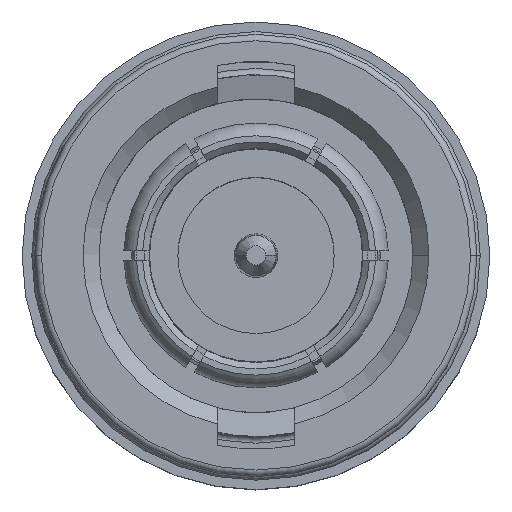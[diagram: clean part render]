
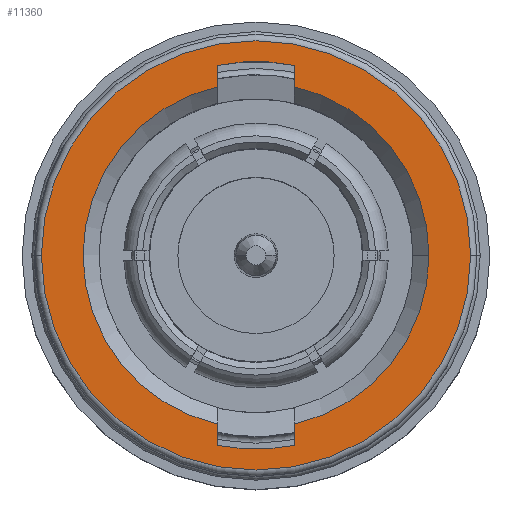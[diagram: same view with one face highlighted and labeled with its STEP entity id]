
A CAD part, top view. The second image highlights one B-rep face of the part: STEP entity #11360.
In plain terms, the highlighted planar face has unit normal (0, 0, 1).
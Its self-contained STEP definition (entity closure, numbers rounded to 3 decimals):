
#315 = CARTESIAN_POINT ( 'NONE',  ( 0., 0., 0.85 ) ) ;
#316 = DIRECTION ( 'NONE',  ( 0., 1., 0. ) ) ;
#336 = DIRECTION ( 'NONE',  ( 0., 0., 1. ) ) ;
#338 = CARTESIAN_POINT ( 'NONE',  ( 1.2, 4.751, 0.85 ) ) ;
#350 = DIRECTION ( 'NONE',  ( -1., 0., 0. ) ) ;
#383 = CARTESIAN_POINT ( 'NONE',  ( 0., 0., 0.85 ) ) ;
#435 = DIRECTION ( 'NONE',  ( 1., 0., 0. ) ) ;
#439 = DIRECTION ( 'NONE',  ( 0., 0., 1. ) ) ;
#1775 = CARTESIAN_POINT ( 'NONE',  ( 0., 0., 0.85 ) ) ;
#1784 = DIRECTION ( 'NONE',  ( 0., 0., 1. ) ) ;
#2466 = FACE_OUTER_BOUND ( 'NONE', #11052, .T. ) ;
#2467 = FACE_BOUND ( 'NONE', #11012, .T. ) ;
#2527 = AXIS2_PLACEMENT_3D ( 'NONE', #1775, #1784, #17615 ) ;
#2534 = AXIS2_PLACEMENT_3D ( 'NONE', #17536, #17538, #17526 ) ;
#2535 = AXIS2_PLACEMENT_3D ( 'NONE', #315, #439, #435 ) ;
#2545 = AXIS2_PLACEMENT_3D ( 'NONE', #383, #336, #350 ) ;
#2575 = AXIS2_PLACEMENT_3D ( 'NONE', #14749, #14750, #14756 ) ;
#2610 = PLANE ( 'NONE',  #12398 ) ;
#2617 = CARTESIAN_POINT ( 'NONE',  ( 0., 0., 0.85 ) ) ;
#2618 = DIRECTION ( 'NONE',  ( 0., 0., -1. ) ) ;
#2619 = DIRECTION ( 'NONE',  ( -1., 0., 0. ) ) ;
#3271 = CARTESIAN_POINT ( 'NONE',  ( -6.7, 0., 0.85 ) ) ;
#3273 = CARTESIAN_POINT ( 'NONE',  ( -1.2, 5.93, 0.85 ) ) ;
#4279 = CIRCLE ( 'NONE', #9108, 5.4 ) ;
#5643 = EDGE_CURVE ( 'NONE', #16961, #17043, #17458, .T. ) ;
#5644 = EDGE_CURVE ( 'NONE', #11587, #16961, #17462, .T. ) ;
#5645 = EDGE_CURVE ( 'NONE', #17373, #17023, #17459, .T. ) ;
#5646 = EDGE_CURVE ( 'NONE', #17034, #11587, #17457, .T. ) ;
#5647 = EDGE_CURVE ( 'NONE', #17043, #17373, #12938, .T. ) ;
#5648 = EDGE_CURVE ( 'NONE', #17310, #17034, #12935, .T. ) ;
#5649 = EDGE_CURVE ( 'NONE', #17023, #17361, #15972, .T. ) ;
#5650 = EDGE_CURVE ( 'NONE', #11582, #16533, #15969, .T. ) ;
#5654 = EDGE_CURVE ( 'NONE', #17361, #17074, #17689, .T. ) ;
#6312 = EDGE_CURVE ( 'NONE', #16533, #11582, #16178, .T. ) ;
#6529 = AXIS2_PLACEMENT_3D ( 'NONE', #17648, #17662, #17645 ) ;
#9108 = AXIS2_PLACEMENT_3D ( 'NONE', #13466, #13467, #13468 ) ;
#10060 = ORIENTED_EDGE ( 'NONE', *, *, #5650, .T. ) ;
#10063 = ORIENTED_EDGE ( 'NONE', *, *, #5643, .F. ) ;
#10078 = ORIENTED_EDGE ( 'NONE', *, *, #5648, .F. ) ;
#10231 = ORIENTED_EDGE ( 'NONE', *, *, #5646, .F. ) ;
#10291 = ORIENTED_EDGE ( 'NONE', *, *, #5654, .F. ) ;
#10368 = ORIENTED_EDGE ( 'NONE', *, *, #5645, .F. ) ;
#10442 = ORIENTED_EDGE ( 'NONE', *, *, #5644, .F. ) ;
#10488 = ORIENTED_EDGE ( 'NONE', *, *, #15809, .F. ) ;
#10526 = ORIENTED_EDGE ( 'NONE', *, *, #6312, .T. ) ;
#10575 = ORIENTED_EDGE ( 'NONE', *, *, #5647, .F. ) ;
#10596 = ORIENTED_EDGE ( 'NONE', *, *, #5649, .F. ) ;
#11012 = EDGE_LOOP ( 'NONE', ( #10231, #10078, #10488, #10291, #10596, #10368, #10575, #10063, #10442 ) ) ;
#11052 = EDGE_LOOP ( 'NONE', ( #10060, #10526 ) ) ;
#11360 = ADVANCED_FACE ( 'NONE', ( #2466, #2467 ), #2610, .F. ) ;
#11582 = VERTEX_POINT ( 'NONE', #3271 ) ;
#11587 = VERTEX_POINT ( 'NONE', #3273 ) ;
#12398 = AXIS2_PLACEMENT_3D ( 'NONE', #2617, #2618, #2619 ) ;
#12934 = VECTOR ( 'NONE', #316, 1000. ) ;
#12935 = LINE ( 'NONE', #338, #12934 ) ;
#12937 = VECTOR ( 'NONE', #14755, 1000. ) ;
#12938 = LINE ( 'NONE', #14754, #12937 ) ;
#13466 = CARTESIAN_POINT ( 'NONE',  ( 0., 0., 0.85 ) ) ;
#13467 = DIRECTION ( 'NONE',  ( 0., 0., 1. ) ) ;
#13468 = DIRECTION ( 'NONE',  ( 1., 0., 0. ) ) ;
#13886 = DIRECTION ( 'NONE',  ( 0., 1., 0. ) ) ;
#14009 = CARTESIAN_POINT ( 'NONE',  ( 6.7, 0., 0.85 ) ) ;
#14045 = CARTESIAN_POINT ( 'NONE',  ( -1.2, 5.265, 0.85 ) ) ;
#14069 = CARTESIAN_POINT ( 'NONE',  ( 1.2, -5.93, 0.85 ) ) ;
#14080 = CARTESIAN_POINT ( 'NONE',  ( 1.2, 5.93, 0.85 ) ) ;
#14089 = CARTESIAN_POINT ( 'NONE',  ( -1.2, -5.265, 0.85 ) ) ;
#14120 = CARTESIAN_POINT ( 'NONE',  ( 5.4, 0., 0.85 ) ) ;
#14180 = CARTESIAN_POINT ( 'NONE',  ( 1.2, 5.265, 0.85 ) ) ;
#14225 = CARTESIAN_POINT ( 'NONE',  ( 1.2, -5.265, 0.85 ) ) ;
#14230 = CARTESIAN_POINT ( 'NONE',  ( -1.2, -5.93, 0.85 ) ) ;
#14747 = CARTESIAN_POINT ( 'NONE',  ( -1.2, 4.751, 0.85 ) ) ;
#14749 = CARTESIAN_POINT ( 'NONE',  ( 0., 0., 0.85 ) ) ;
#14750 = DIRECTION ( 'NONE',  ( 0., 0., 1. ) ) ;
#14754 = CARTESIAN_POINT ( 'NONE',  ( -1.2, -4.751, 0.85 ) ) ;
#14755 = DIRECTION ( 'NONE',  ( 0., -1., 0. ) ) ;
#14756 = DIRECTION ( 'NONE',  ( 1., 0., 0. ) ) ;
#14757 = CARTESIAN_POINT ( 'NONE',  ( 1.2, -4.751, 0.85 ) ) ;
#14758 = DIRECTION ( 'NONE',  ( 0., -1., 0. ) ) ;
#15809 = EDGE_CURVE ( 'NONE', #17074, #17310, #4279, .T. ) ;
#15968 = VECTOR ( 'NONE', #13886, 1000. ) ;
#15969 = CIRCLE ( 'NONE', #2527, 6.7 ) ;
#15972 = LINE ( 'NONE', #14757, #15968 ) ;
#16178 = CIRCLE ( 'NONE', #6529, 6.7 ) ;
#16533 = VERTEX_POINT ( 'NONE', #14009 ) ;
#16961 = VERTEX_POINT ( 'NONE', #14045 ) ;
#17023 = VERTEX_POINT ( 'NONE', #14069 ) ;
#17034 = VERTEX_POINT ( 'NONE', #14080 ) ;
#17043 = VERTEX_POINT ( 'NONE', #14089 ) ;
#17074 = VERTEX_POINT ( 'NONE', #14120 ) ;
#17310 = VERTEX_POINT ( 'NONE', #14180 ) ;
#17361 = VERTEX_POINT ( 'NONE', #14225 ) ;
#17373 = VERTEX_POINT ( 'NONE', #14230 ) ;
#17456 = VECTOR ( 'NONE', #14758, 1000. ) ;
#17457 = CIRCLE ( 'NONE', #2545, 6.05 ) ;
#17458 = CIRCLE ( 'NONE', #2575, 5.4 ) ;
#17459 = CIRCLE ( 'NONE', #2535, 6.05 ) ;
#17462 = LINE ( 'NONE', #14747, #17456 ) ;
#17526 = DIRECTION ( 'NONE',  ( 1., 0., 0. ) ) ;
#17536 = CARTESIAN_POINT ( 'NONE',  ( 0., 0., 0.85 ) ) ;
#17538 = DIRECTION ( 'NONE',  ( 0., 0., 1. ) ) ;
#17615 = DIRECTION ( 'NONE',  ( -1., 0., 0. ) ) ;
#17645 = DIRECTION ( 'NONE',  ( -1., 0., 0. ) ) ;
#17648 = CARTESIAN_POINT ( 'NONE',  ( 0., 0., 0.85 ) ) ;
#17662 = DIRECTION ( 'NONE',  ( 0., 0., 1. ) ) ;
#17689 = CIRCLE ( 'NONE', #2534, 5.4 ) ;
